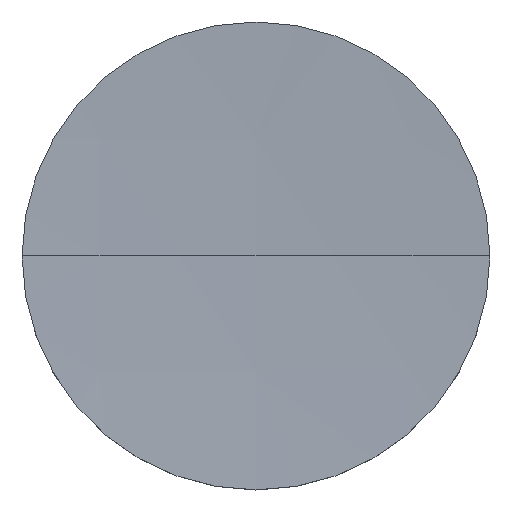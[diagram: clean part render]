
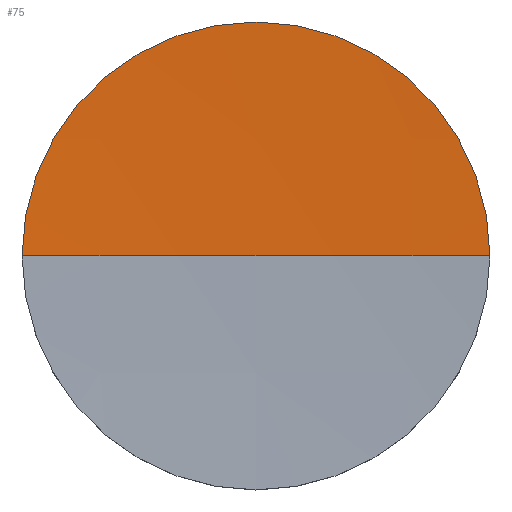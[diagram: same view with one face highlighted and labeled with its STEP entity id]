
A CAD part, top view. The second image highlights one B-rep face of the part: STEP entity #75.
In plain terms, the highlighted spherical face has radius 1000 mm.
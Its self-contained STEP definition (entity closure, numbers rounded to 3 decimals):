
#6 = ORIENTED_EDGE ( 'NONE', *, *, #119, .F. ) ;
#7 = AXIS2_PLACEMENT_3D ( 'NONE', #147, #159, #9 ) ;
#8 = CIRCLE ( 'NONE', #83, 50.8 ) ;
#9 = DIRECTION ( 'NONE',  ( 0., 0., 1. ) ) ;
#17 = CARTESIAN_POINT ( 'NONE',  ( 50.8, 0., 15. ) ) ;
#26 = AXIS2_PLACEMENT_3D ( 'NONE', #31, #43, #46 ) ;
#31 = CARTESIAN_POINT ( 'NONE',  ( 0., 0., 1013.709 ) ) ;
#37 = ORIENTED_EDGE ( 'NONE', *, *, #176, .F. ) ;
#43 = DIRECTION ( 'NONE',  ( 0., -1., 0. ) ) ;
#46 = DIRECTION ( 'NONE',  ( 1., 0., 0. ) ) ;
#63 = CARTESIAN_POINT ( 'NONE',  ( 0., 0., 1013.709 ) ) ;
#66 = FACE_OUTER_BOUND ( 'NONE', #184, .T. ) ;
#71 = CIRCLE ( 'NONE', #26, 1000. ) ;
#75 = ADVANCED_FACE ( 'NONE', ( #66 ), #113, .F. ) ;
#83 = AXIS2_PLACEMENT_3D ( 'NONE', #102, #104, #88 ) ;
#88 = DIRECTION ( 'NONE',  ( 1., 0., 0. ) ) ;
#92 = EDGE_CURVE ( 'NONE', #190, #105, #71, .T. ) ;
#95 = CARTESIAN_POINT ( 'NONE',  ( 0., 0., 13.709 ) ) ;
#97 = CARTESIAN_POINT ( 'NONE',  ( -50.8, 0., 15. ) ) ;
#102 = CARTESIAN_POINT ( 'NONE',  ( 0., 0., 15. ) ) ;
#104 = DIRECTION ( 'NONE',  ( 0., 0., -1. ) ) ;
#105 = VERTEX_POINT ( 'NONE', #95 ) ;
#113 = SPHERICAL_SURFACE ( 'NONE', #162, 1000. ) ;
#119 = EDGE_CURVE ( 'NONE', #124, #105, #123, .T. ) ;
#123 = CIRCLE ( 'NONE', #7, 1000. ) ;
#124 = VERTEX_POINT ( 'NONE', #17 ) ;
#132 = DIRECTION ( 'NONE',  ( 1., 0., 0. ) ) ;
#147 = CARTESIAN_POINT ( 'NONE',  ( 0., 0., 1013.709 ) ) ;
#153 = ORIENTED_EDGE ( 'NONE', *, *, #92, .T. ) ;
#159 = DIRECTION ( 'NONE',  ( 0., 1., 0. ) ) ;
#162 = AXIS2_PLACEMENT_3D ( 'NONE', #63, #175, #132 ) ;
#175 = DIRECTION ( 'NONE',  ( 0., -1., 0. ) ) ;
#176 = EDGE_CURVE ( 'NONE', #190, #124, #8, .T. ) ;
#184 = EDGE_LOOP ( 'NONE', ( #37, #153, #6 ) ) ;
#190 = VERTEX_POINT ( 'NONE', #97 ) ;
